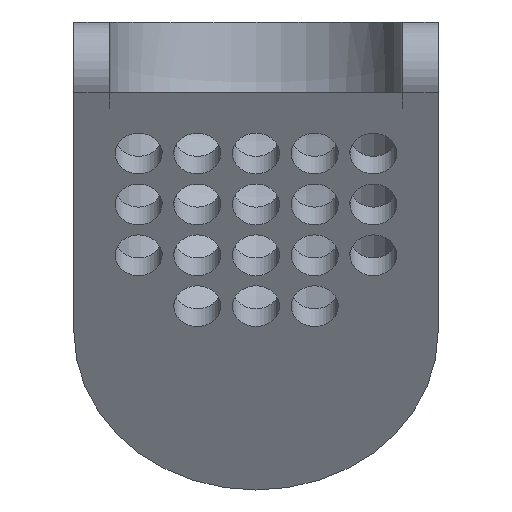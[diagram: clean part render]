
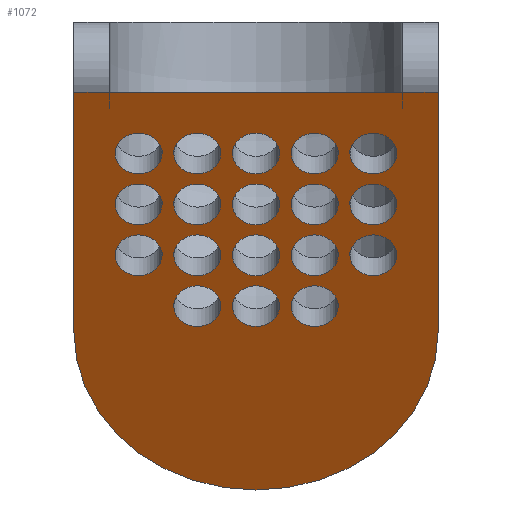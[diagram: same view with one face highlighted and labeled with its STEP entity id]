
A CAD part, left-side view. The second image highlights one B-rep face of the part: STEP entity #1072.
In plain terms, the highlighted planar face has unit normal (-0.866, 0, -0.5).
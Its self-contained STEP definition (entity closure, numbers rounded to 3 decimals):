
#16=PLANE('',#1192);
#59=LINE('',#1784,#114);
#62=LINE('',#1797,#117);
#65=LINE('',#1805,#120);
#67=LINE('',#1810,#122);
#69=LINE('',#1813,#124);
#114=VECTOR('',#1411,25.);
#117=VECTOR('',#1424,3.);
#120=VECTOR('',#1433,3.);
#122=VECTOR('',#1439,23.572);
#124=VECTOR('',#1443,23.572);
#203=FACE_BOUND('',#348,.T.);
#204=FACE_BOUND('',#349,.T.);
#205=FACE_BOUND('',#350,.T.);
#206=FACE_BOUND('',#351,.T.);
#207=FACE_BOUND('',#352,.T.);
#208=FACE_BOUND('',#353,.T.);
#209=FACE_BOUND('',#354,.T.);
#210=FACE_BOUND('',#355,.T.);
#211=FACE_BOUND('',#356,.T.);
#212=FACE_BOUND('',#357,.T.);
#213=FACE_BOUND('',#358,.T.);
#214=FACE_BOUND('',#359,.T.);
#215=FACE_BOUND('',#360,.T.);
#216=FACE_BOUND('',#361,.T.);
#217=FACE_BOUND('',#362,.T.);
#218=FACE_BOUND('',#363,.T.);
#219=FACE_BOUND('',#364,.T.);
#220=FACE_BOUND('',#365,.T.);
#221=FACE_BOUND('',#366,.T.);
#348=EDGE_LOOP('',(#833));
#349=EDGE_LOOP('',(#834));
#350=EDGE_LOOP('',(#835));
#351=EDGE_LOOP('',(#836));
#352=EDGE_LOOP('',(#837));
#353=EDGE_LOOP('',(#838));
#354=EDGE_LOOP('',(#839));
#355=EDGE_LOOP('',(#840));
#356=EDGE_LOOP('',(#841));
#357=EDGE_LOOP('',(#842));
#358=EDGE_LOOP('',(#843));
#359=EDGE_LOOP('',(#844));
#360=EDGE_LOOP('',(#845));
#361=EDGE_LOOP('',(#846));
#362=EDGE_LOOP('',(#847));
#363=EDGE_LOOP('',(#848));
#364=EDGE_LOOP('',(#849));
#365=EDGE_LOOP('',(#850));
#366=EDGE_LOOP('',(#851,#852,#853,#854,#855,#856));
#398=CIRCLE('',#1104,2.);
#400=CIRCLE('',#1107,2.);
#402=CIRCLE('',#1110,2.);
#410=CIRCLE('',#1120,15.5);
#416=CIRCLE('',#1128,2.);
#418=CIRCLE('',#1131,2.);
#420=CIRCLE('',#1134,2.);
#422=CIRCLE('',#1137,2.);
#424=CIRCLE('',#1140,2.);
#426=CIRCLE('',#1143,2.);
#428=CIRCLE('',#1146,2.);
#430=CIRCLE('',#1149,2.);
#432=CIRCLE('',#1152,2.);
#434=CIRCLE('',#1155,2.);
#436=CIRCLE('',#1158,2.);
#438=CIRCLE('',#1161,2.);
#440=CIRCLE('',#1164,2.);
#442=CIRCLE('',#1167,2.);
#444=CIRCLE('',#1170,2.);
#480=VERTEX_POINT('',#1579);
#482=VERTEX_POINT('',#1584);
#484=VERTEX_POINT('',#1589);
#495=VERTEX_POINT('',#1625);
#496=VERTEX_POINT('',#1627);
#508=VERTEX_POINT('',#1654);
#510=VERTEX_POINT('',#1659);
#512=VERTEX_POINT('',#1664);
#514=VERTEX_POINT('',#1669);
#516=VERTEX_POINT('',#1674);
#518=VERTEX_POINT('',#1679);
#520=VERTEX_POINT('',#1684);
#522=VERTEX_POINT('',#1689);
#524=VERTEX_POINT('',#1694);
#526=VERTEX_POINT('',#1699);
#528=VERTEX_POINT('',#1704);
#530=VERTEX_POINT('',#1709);
#532=VERTEX_POINT('',#1714);
#534=VERTEX_POINT('',#1719);
#536=VERTEX_POINT('',#1724);
#546=VERTEX_POINT('',#1782);
#547=VERTEX_POINT('',#1783);
#552=VERTEX_POINT('',#1795);
#554=VERTEX_POINT('',#1804);
#587=EDGE_CURVE('',#480,#480,#398,.T.);
#589=EDGE_CURVE('',#482,#482,#400,.T.);
#591=EDGE_CURVE('',#484,#484,#402,.T.);
#602=EDGE_CURVE('',#495,#496,#410,.T.);
#615=EDGE_CURVE('',#508,#508,#416,.T.);
#617=EDGE_CURVE('',#510,#510,#418,.T.);
#619=EDGE_CURVE('',#512,#512,#420,.T.);
#621=EDGE_CURVE('',#514,#514,#422,.T.);
#623=EDGE_CURVE('',#516,#516,#424,.T.);
#625=EDGE_CURVE('',#518,#518,#426,.T.);
#627=EDGE_CURVE('',#520,#520,#428,.T.);
#629=EDGE_CURVE('',#522,#522,#430,.T.);
#631=EDGE_CURVE('',#524,#524,#432,.T.);
#633=EDGE_CURVE('',#526,#526,#434,.T.);
#635=EDGE_CURVE('',#528,#528,#436,.T.);
#637=EDGE_CURVE('',#530,#530,#438,.T.);
#639=EDGE_CURVE('',#532,#532,#440,.T.);
#641=EDGE_CURVE('',#534,#534,#442,.T.);
#643=EDGE_CURVE('',#536,#536,#444,.T.);
#653=EDGE_CURVE('',#546,#547,#59,.T.);
#660=EDGE_CURVE('',#552,#546,#62,.T.);
#664=EDGE_CURVE('',#547,#554,#65,.T.);
#667=EDGE_CURVE('',#554,#495,#67,.T.);
#669=EDGE_CURVE('',#496,#552,#69,.T.);
#833=ORIENTED_EDGE('',*,*,#587,.T.);
#834=ORIENTED_EDGE('',*,*,#589,.T.);
#835=ORIENTED_EDGE('',*,*,#591,.T.);
#836=ORIENTED_EDGE('',*,*,#615,.T.);
#837=ORIENTED_EDGE('',*,*,#617,.T.);
#838=ORIENTED_EDGE('',*,*,#619,.T.);
#839=ORIENTED_EDGE('',*,*,#621,.T.);
#840=ORIENTED_EDGE('',*,*,#623,.T.);
#841=ORIENTED_EDGE('',*,*,#625,.T.);
#842=ORIENTED_EDGE('',*,*,#627,.T.);
#843=ORIENTED_EDGE('',*,*,#629,.T.);
#844=ORIENTED_EDGE('',*,*,#631,.T.);
#845=ORIENTED_EDGE('',*,*,#633,.T.);
#846=ORIENTED_EDGE('',*,*,#635,.T.);
#847=ORIENTED_EDGE('',*,*,#637,.T.);
#848=ORIENTED_EDGE('',*,*,#639,.T.);
#849=ORIENTED_EDGE('',*,*,#641,.T.);
#850=ORIENTED_EDGE('',*,*,#643,.T.);
#851=ORIENTED_EDGE('',*,*,#660,.F.);
#852=ORIENTED_EDGE('',*,*,#669,.F.);
#853=ORIENTED_EDGE('',*,*,#602,.F.);
#854=ORIENTED_EDGE('',*,*,#667,.F.);
#855=ORIENTED_EDGE('',*,*,#664,.F.);
#856=ORIENTED_EDGE('',*,*,#653,.F.);
#1072=ADVANCED_FACE('',(#203,#204,#205,#206,#207,#208,#209,#210,#211,#212,
#213,#214,#215,#216,#217,#218,#219,#220,#221),#16,.F.);
#1104=AXIS2_PLACEMENT_3D('',#1580,#1246,#1247);
#1107=AXIS2_PLACEMENT_3D('',#1585,#1252,#1253);
#1110=AXIS2_PLACEMENT_3D('',#1590,#1258,#1259);
#1120=AXIS2_PLACEMENT_3D('',#1628,#1280,#1281);
#1128=AXIS2_PLACEMENT_3D('',#1655,#1303,#1304);
#1131=AXIS2_PLACEMENT_3D('',#1660,#1309,#1310);
#1134=AXIS2_PLACEMENT_3D('',#1665,#1315,#1316);
#1137=AXIS2_PLACEMENT_3D('',#1670,#1321,#1322);
#1140=AXIS2_PLACEMENT_3D('',#1675,#1327,#1328);
#1143=AXIS2_PLACEMENT_3D('',#1680,#1333,#1334);
#1146=AXIS2_PLACEMENT_3D('',#1685,#1339,#1340);
#1149=AXIS2_PLACEMENT_3D('',#1690,#1345,#1346);
#1152=AXIS2_PLACEMENT_3D('',#1695,#1351,#1352);
#1155=AXIS2_PLACEMENT_3D('',#1700,#1357,#1358);
#1158=AXIS2_PLACEMENT_3D('',#1705,#1363,#1364);
#1161=AXIS2_PLACEMENT_3D('',#1710,#1369,#1370);
#1164=AXIS2_PLACEMENT_3D('',#1715,#1375,#1376);
#1167=AXIS2_PLACEMENT_3D('',#1720,#1381,#1382);
#1170=AXIS2_PLACEMENT_3D('',#1725,#1387,#1388);
#1192=AXIS2_PLACEMENT_3D('',#1812,#1441,#1442);
#1246=DIRECTION('center_axis',(0.866,0.,0.5));
#1247=DIRECTION('ref_axis',(-0.5,0.,0.866));
#1252=DIRECTION('center_axis',(0.866,0.,0.5));
#1253=DIRECTION('ref_axis',(-0.5,0.,0.866));
#1258=DIRECTION('center_axis',(0.866,0.,0.5));
#1259=DIRECTION('ref_axis',(-0.5,0.,0.866));
#1280=DIRECTION('center_axis',(0.866,0.,0.5));
#1281=DIRECTION('ref_axis',(0.,-1.,0.));
#1303=DIRECTION('center_axis',(0.866,0.,0.5));
#1304=DIRECTION('ref_axis',(-0.5,0.,0.866));
#1309=DIRECTION('center_axis',(0.866,0.,0.5));
#1310=DIRECTION('ref_axis',(-0.5,0.,0.866));
#1315=DIRECTION('center_axis',(0.866,0.,0.5));
#1316=DIRECTION('ref_axis',(-0.5,0.,0.866));
#1321=DIRECTION('center_axis',(0.866,0.,0.5));
#1322=DIRECTION('ref_axis',(-0.5,0.,0.866));
#1327=DIRECTION('center_axis',(0.866,0.,0.5));
#1328=DIRECTION('ref_axis',(-0.5,0.,0.866));
#1333=DIRECTION('center_axis',(0.866,0.,0.5));
#1334=DIRECTION('ref_axis',(-0.5,0.,0.866));
#1339=DIRECTION('center_axis',(0.866,0.,0.5));
#1340=DIRECTION('ref_axis',(-0.5,0.,0.866));
#1345=DIRECTION('center_axis',(0.866,0.,0.5));
#1346=DIRECTION('ref_axis',(-0.5,0.,0.866));
#1351=DIRECTION('center_axis',(0.866,0.,0.5));
#1352=DIRECTION('ref_axis',(-0.5,0.,0.866));
#1357=DIRECTION('center_axis',(0.866,0.,0.5));
#1358=DIRECTION('ref_axis',(-0.5,0.,0.866));
#1363=DIRECTION('center_axis',(0.866,0.,0.5));
#1364=DIRECTION('ref_axis',(-0.5,0.,0.866));
#1369=DIRECTION('center_axis',(0.866,0.,0.5));
#1370=DIRECTION('ref_axis',(-0.5,0.,0.866));
#1375=DIRECTION('center_axis',(0.866,0.,0.5));
#1376=DIRECTION('ref_axis',(-0.5,0.,0.866));
#1381=DIRECTION('center_axis',(0.866,0.,0.5));
#1382=DIRECTION('ref_axis',(-0.5,0.,0.866));
#1387=DIRECTION('center_axis',(0.866,0.,0.5));
#1388=DIRECTION('ref_axis',(-0.5,0.,0.866));
#1411=DIRECTION('',(0.,-1.,0.));
#1424=DIRECTION('',(0.,-1.,0.));
#1433=DIRECTION('',(0.,-1.,0.));
#1439=DIRECTION('',(0.5,0.,-0.866));
#1441=DIRECTION('center_axis',(0.866,0.,0.5));
#1442=DIRECTION('ref_axis',(0.5,0.,-0.866));
#1443=DIRECTION('',(-0.5,0.,0.866));
#1579=CARTESIAN_POINT('',(12.964,0.,-22.454));
#1580=CARTESIAN_POINT('Origin',(13.964,0.,-24.187));
#1584=CARTESIAN_POINT('',(12.964,5.,-22.454));
#1585=CARTESIAN_POINT('Origin',(13.964,5.,-24.187));
#1589=CARTESIAN_POINT('',(12.964,-5.,-22.454));
#1590=CARTESIAN_POINT('Origin',(13.964,-5.,-24.187));
#1625=CARTESIAN_POINT('',(15.25,-15.5,-26.414));
#1627=CARTESIAN_POINT('',(15.25,15.5,-26.414));
#1628=CARTESIAN_POINT('Origin',(15.25,0.,-26.414));
#1654=CARTESIAN_POINT('',(7.964,-10.,-13.794));
#1655=CARTESIAN_POINT('Origin',(8.964,-10.,-15.526));
#1659=CARTESIAN_POINT('',(10.464,-10.,-18.124));
#1660=CARTESIAN_POINT('Origin',(11.464,-10.,-19.856));
#1664=CARTESIAN_POINT('',(5.464,-10.,-9.464));
#1665=CARTESIAN_POINT('Origin',(6.464,-10.,-11.196));
#1669=CARTESIAN_POINT('',(7.964,-5.,-13.794));
#1670=CARTESIAN_POINT('Origin',(8.964,-5.,-15.526));
#1674=CARTESIAN_POINT('',(10.464,-5.,-18.124));
#1675=CARTESIAN_POINT('Origin',(11.464,-5.,-19.856));
#1679=CARTESIAN_POINT('',(5.464,-5.,-9.464));
#1680=CARTESIAN_POINT('Origin',(6.464,-5.,-11.196));
#1684=CARTESIAN_POINT('',(7.964,0.,-13.794));
#1685=CARTESIAN_POINT('Origin',(8.964,0.,
-15.526));
#1689=CARTESIAN_POINT('',(10.464,0.,-18.124));
#1690=CARTESIAN_POINT('Origin',(11.464,0.,-19.856));
#1694=CARTESIAN_POINT('',(5.464,0.,-9.464));
#1695=CARTESIAN_POINT('Origin',(6.464,0.,-11.196));
#1699=CARTESIAN_POINT('',(7.964,5.,-13.794));
#1700=CARTESIAN_POINT('Origin',(8.964,5.,-15.526));
#1704=CARTESIAN_POINT('',(10.464,5.,-18.124));
#1705=CARTESIAN_POINT('Origin',(11.464,5.,-19.856));
#1709=CARTESIAN_POINT('',(5.464,5.,-9.464));
#1710=CARTESIAN_POINT('Origin',(6.464,5.,-11.196));
#1714=CARTESIAN_POINT('',(7.964,10.,-13.794));
#1715=CARTESIAN_POINT('Origin',(8.964,10.,-15.526));
#1719=CARTESIAN_POINT('',(5.464,10.,-9.464));
#1720=CARTESIAN_POINT('Origin',(6.464,10.,-11.196));
#1724=CARTESIAN_POINT('',(10.464,10.,-18.124));
#1725=CARTESIAN_POINT('Origin',(11.464,10.,-19.856));
#1782=CARTESIAN_POINT('',(3.464,12.5,-6.));
#1783=CARTESIAN_POINT('',(3.464,-12.5,-6.));
#1784=CARTESIAN_POINT('',(3.464,0.,-6.));
#1795=CARTESIAN_POINT('',(3.464,15.5,-6.));
#1797=CARTESIAN_POINT('',(3.464,0.,-6.));
#1804=CARTESIAN_POINT('',(3.464,-15.5,-6.));
#1805=CARTESIAN_POINT('',(3.464,0.,-6.));
#1810=CARTESIAN_POINT('',(0.,-15.5,0.));
#1812=CARTESIAN_POINT('Origin',(11.206,0.,
-19.41));
#1813=CARTESIAN_POINT('',(15.25,15.5,-26.414));
